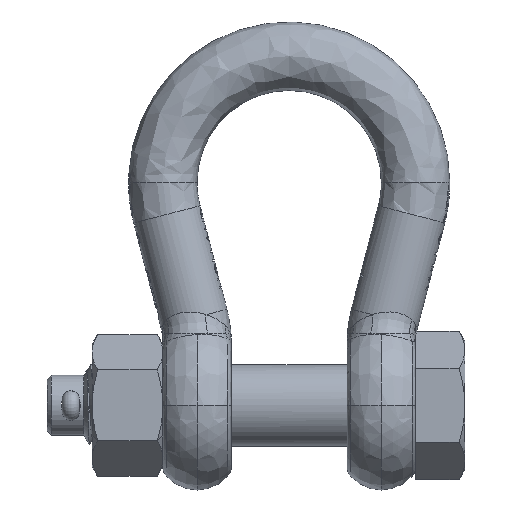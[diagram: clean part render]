
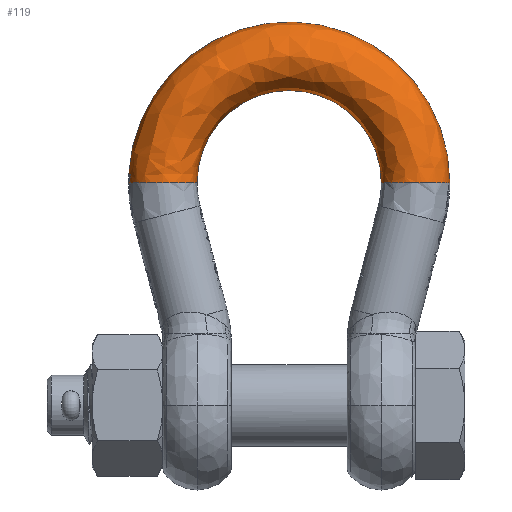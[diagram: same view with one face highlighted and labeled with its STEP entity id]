
A CAD part, top view. The second image highlights one B-rep face of the part: STEP entity #119.
In plain terms, the highlighted free-form (B-spline) face has degree [3, 3] with [4, 4] control points.
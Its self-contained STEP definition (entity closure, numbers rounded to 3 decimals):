
#119=ADVANCED_FACE('NONE',(#931),#932,.F.);
#931=FACE_OUTER_BOUND('',#2542,.T.);
#932=(B_SPLINE_SURFACE(3,3,((#2544,#2545,#2546,#2547),(#2548,#2549,#2550,#2551),(#2552,#2553,#2554,#2555),(#2556,#2557,#2558,#2559)),.UNSPECIFIED.,.F.,.F.,.F.)B_SPLINE_SURFACE_WITH_KNOTS((4,4),(4,4),(0.0,1.0),(0.0,1.0),.UNSPECIFIED.)RATIONAL_B_SPLINE_SURFACE(((1.0,0.333,0.333,1.0),(0.333,0.111,0.111,0.333),(0.333,0.111,0.111,0.333),(1.0,0.333,0.333,1.0)))BOUNDED_SURFACE()REPRESENTATION_ITEM('')GEOMETRIC_REPRESENTATION_ITEM()SURFACE());
#2542=EDGE_LOOP('',(#15665,#15666,#15667,#15668,#15669,#15670,#15671,#15672,#15673));
#2544=CARTESIAN_POINT('',(-21.5,52.0,0.));
#2545=CARTESIAN_POINT('',(-21.5,95.0,0.));
#2546=CARTESIAN_POINT('',(21.5,95.0,0.));
#2547=CARTESIAN_POINT('',(21.5,52.0,0.));
#2548=CARTESIAN_POINT('',(-21.5,52.0,16.));
#2549=CARTESIAN_POINT('',(-21.5,95.0,16.));
#2550=CARTESIAN_POINT('',(21.5,95.0,16.));
#2551=CARTESIAN_POINT('',(21.5,52.0,16.));
#2552=CARTESIAN_POINT('',(-37.5,52.0,16.));
#2553=CARTESIAN_POINT('',(-37.5,127.,16.));
#2554=CARTESIAN_POINT('',(37.5,127.,16.));
#2555=CARTESIAN_POINT('',(37.5,52.0,16.));
#2556=CARTESIAN_POINT('',(-37.5,52.0,0.));
#2557=CARTESIAN_POINT('',(-37.5,127.0,0.));
#2558=CARTESIAN_POINT('',(37.5,127.0,0.));
#2559=CARTESIAN_POINT('',(37.5,52.0,0.));
#15665=ORIENTED_EDGE('',*,*,#21248,.F.);
#15666=ORIENTED_EDGE('',*,*,#21249,.T.);
#15667=ORIENTED_EDGE('',*,*,#21250,.F.);
#15668=ORIENTED_EDGE('',*,*,#21251,.F.);
#15669=ORIENTED_EDGE('',*,*,#21252,.F.);
#15670=ORIENTED_EDGE('',*,*,#21253,.F.);
#15671=ORIENTED_EDGE('',*,*,#21254,.F.);
#15672=ORIENTED_EDGE('',*,*,#21255,.F.);
#15673=ORIENTED_EDGE('',*,*,#21256,.F.);
#21248=EDGE_CURVE('NONE',#23557,#23558,#23559,.T.);
#21249=EDGE_CURVE('NONE',#23557,#23560,#23561,.T.);
#21250=EDGE_CURVE('NONE',#23562,#23560,#23563,.T.);
#21251=EDGE_CURVE('NONE',#23564,#23562,#23565,.T.);
#21252=EDGE_CURVE('NONE',#23566,#23564,#23567,.T.);
#21253=EDGE_CURVE('NONE',#23568,#23566,#23569,.T.);
#21254=EDGE_CURVE('NONE',#23570,#23568,#23571,.T.);
#21255=EDGE_CURVE('NONE',#23572,#23570,#23573,.T.);
#21256=EDGE_CURVE('NONE',#23558,#23572,#23574,.T.);
#23557=VERTEX_POINT('NONE',#27788);
#23558=VERTEX_POINT('NONE',#27789);
#23559=CIRCLE('',#27790,21.5);
#23560=VERTEX_POINT('NONE',#27791);
#23561=(B_SPLINE_CURVE(3,(#27793,#27794,#27795,#27796),.UNSPECIFIED.,.F.,.F.)B_SPLINE_CURVE_WITH_KNOTS((4,4),(0.0,1.0),.UNSPECIFIED.)RATIONAL_B_SPLINE_CURVE((1.0,0.333,0.333,1.0))BOUNDED_CURVE()REPRESENTATION_ITEM('')GEOMETRIC_REPRESENTATION_ITEM()CURVE());
#23562=VERTEX_POINT('NONE',#27803);
#23563=CIRCLE('',#27804,37.5);
#23564=VERTEX_POINT('NONE',#27805);
#23565=B_SPLINE_CURVE_WITH_KNOTS('',3,(#27806,#27807,#27808,#27809),.UNSPECIFIED.,.F.,.F.,(4,4),(0.,0.),.UNSPECIFIED.);
#23566=VERTEX_POINT('NONE',#27810);
#23567=CIRCLE('',#27811,37.496);
#23568=VERTEX_POINT('NONE',#27812);
#23569=B_SPLINE_CURVE_WITH_KNOTS('',3,(#27813,#27814,#27815,#27816,#27817,#27818,#27819,#27820,#27821,#27822,#27823,#27824,#27825,#27826),.UNSPECIFIED.,.F.,.F.,(4,2,2,2,2,2,4),(0.,0.001,0.001,0.001,0.002,0.002,0.003),.UNSPECIFIED.);
#23570=VERTEX_POINT('NONE',#27827);
#23571=B_SPLINE_CURVE_WITH_KNOTS('',3,(#27828,#27829,#27830,#27831),.UNSPECIFIED.,.F.,.F.,(4,4),(0.,0.001),.UNSPECIFIED.);
#23572=VERTEX_POINT('NONE',#27832);
#23573=B_SPLINE_CURVE_WITH_KNOTS('',3,(#27833,#27834,#27835,#27836,#27837,#27838,#27839,#27840),.UNSPECIFIED.,.F.,.F.,(4,2,2,4),(0.0,0.001,0.001,0.002),.UNSPECIFIED.);
#23574=CIRCLE('',#27841,8.0);
#27788=CARTESIAN_POINT('',(21.5,52.0,0.));
#27789=CARTESIAN_POINT('',(-21.5,52.0,0.));
#27790=AXIS2_PLACEMENT_3D('',#41578,#41579,#41580);
#27791=CARTESIAN_POINT('',(37.5,52.0,0.));
#27793=CARTESIAN_POINT('',(21.5,52.0,0.));
#27794=CARTESIAN_POINT('',(21.5,52.0,16.));
#27795=CARTESIAN_POINT('',(37.5,52.0,16.));
#27796=CARTESIAN_POINT('',(37.5,52.0,0.));
#27803=CARTESIAN_POINT('',(-37.447,54.0,0.));
#27804=AXIS2_PLACEMENT_3D('',#41581,#41582,#41583);
#27805=CARTESIAN_POINT('',(-37.442,54.0,0.265));
#27806=CARTESIAN_POINT('',(-37.442,54.0,0.265));
#27807=CARTESIAN_POINT('',(-37.445,54.0,0.177));
#27808=CARTESIAN_POINT('',(-37.447,54.0,0.088));
#27809=CARTESIAN_POINT('',(-37.447,54.0,0.));
#27810=CARTESIAN_POINT('',(-37.496,52.048,0.265));
#27811=AXIS2_PLACEMENT_3D('',#41584,#41585,#41586);
#27812=CARTESIAN_POINT('',(-37.2,54.,1.97));
#27813=CARTESIAN_POINT('',(-37.2,54.,1.97));
#27814=CARTESIAN_POINT('',(-37.213,53.761,1.97));
#27815=CARTESIAN_POINT('',(-37.234,53.528,1.927));
#27816=CARTESIAN_POINT('',(-37.275,53.196,1.802));
#27817=CARTESIAN_POINT('',(-37.29,53.09,1.751));
#27818=CARTESIAN_POINT('',(-37.322,52.889,1.631));
#27819=CARTESIAN_POINT('',(-37.338,52.793,1.562));
#27820=CARTESIAN_POINT('',(-37.371,52.616,1.407));
#27821=CARTESIAN_POINT('',(-37.387,52.535,1.322));
#27822=CARTESIAN_POINT('',(-37.417,52.389,1.139));
#27823=CARTESIAN_POINT('',(-37.431,52.323,1.04));
#27824=CARTESIAN_POINT('',(-37.469,52.155,0.729));
#27825=CARTESIAN_POINT('',(-37.488,52.08,0.502));
#27826=CARTESIAN_POINT('',(-37.496,52.048,0.265));
#27827=CARTESIAN_POINT('',(-37.045,54.0,2.5));
#27828=CARTESIAN_POINT('',(-37.045,54.0,2.5));
#27829=CARTESIAN_POINT('',(-37.103,54.0,2.325));
#27830=CARTESIAN_POINT('',(-37.155,54.0,2.148));
#27831=CARTESIAN_POINT('',(-37.2,54.,1.97));
#27832=CARTESIAN_POINT('',(-37.358,52.,1.5));
#27833=CARTESIAN_POINT('',(-37.358,52.,1.5));
#27834=CARTESIAN_POINT('',(-37.328,52.117,1.656));
#27835=CARTESIAN_POINT('',(-37.297,52.249,1.794));
#27836=CARTESIAN_POINT('',(-37.233,52.543,2.04));
#27837=CARTESIAN_POINT('',(-37.201,52.706,2.148));
#27838=CARTESIAN_POINT('',(-37.113,53.221,2.406));
#27839=CARTESIAN_POINT('',(-37.067,53.607,2.5));
#27840=CARTESIAN_POINT('',(-37.045,54.0,2.5));
#27841=AXIS2_PLACEMENT_3D('',#41587,#41588,#41589);
#41578=CARTESIAN_POINT('',(0.0,52.0,0.));
#41579=DIRECTION('',(0.0,0.0,1.0));
#41580=DIRECTION('',(-1.0,0.0,0.0));
#41581=CARTESIAN_POINT('',(0.0,52.0,0.));
#41582=DIRECTION('',(0.0,0.0,-1.0));
#41583=DIRECTION('',(-1.0,0.0,0.0));
#41584=CARTESIAN_POINT('',(0.0,52.0,0.265));
#41585=DIRECTION('',(0.0,0.0,-1.0));
#41586=DIRECTION('',(-1.0,0.0,0.0));
#41587=CARTESIAN_POINT('',(-29.5,52.0,0.));
#41588=DIRECTION('',(0.0,-1.0,0.0));
#41589=DIRECTION('',(0.0,0.0,-1.0));
